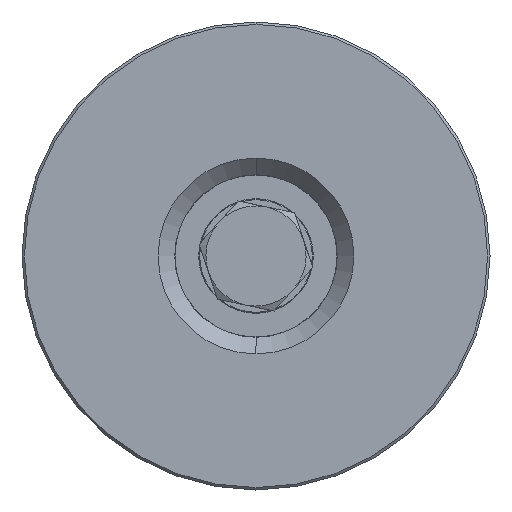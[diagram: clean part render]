
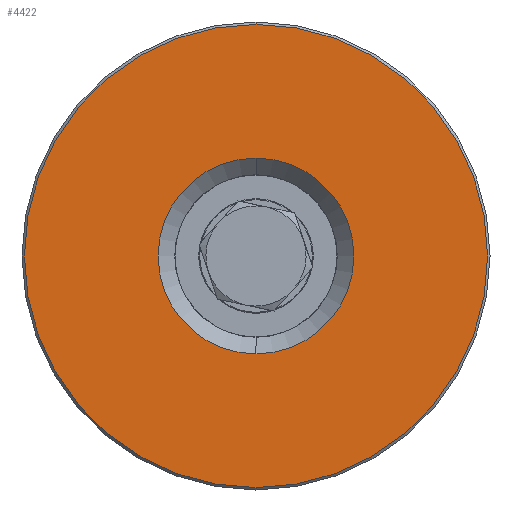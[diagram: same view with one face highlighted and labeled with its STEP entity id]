
A CAD part, left-side view. The second image highlights one B-rep face of the part: STEP entity #4422.
In plain terms, the highlighted planar face has unit normal (-1, 0, 0).
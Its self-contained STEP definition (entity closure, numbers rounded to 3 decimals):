
#6 = AXIS2_PLACEMENT_3D ( 'NONE', #4939, #4915, #4885 ) ;
#315 = AXIS2_PLACEMENT_3D ( 'NONE', #2218, #817, #786 ) ;
#786 = DIRECTION ( 'NONE',  ( 0., 0., -1. ) ) ;
#817 = DIRECTION ( 'NONE',  ( 1., 0., 0. ) ) ;
#1187 = CIRCLE ( 'NONE', #7250, 48.5 ) ;
#1383 = CARTESIAN_POINT ( 'NONE',  ( -2.5, 0., 20.5 ) ) ;
#1534 = PLANE ( 'NONE',  #315 ) ;
#1702 = DIRECTION ( 'NONE',  ( 0., 0., -1. ) ) ;
#1861 = CARTESIAN_POINT ( 'NONE',  ( -2.5, 0., 0. ) ) ;
#2023 = VERTEX_POINT ( 'NONE', #7467 ) ;
#2211 = ORIENTED_EDGE ( 'NONE', *, *, #3932, .T. ) ;
#2218 = CARTESIAN_POINT ( 'NONE',  ( -2.5, 17., 0. ) ) ;
#2226 = FACE_OUTER_BOUND ( 'NONE', #4009, .T. ) ;
#2978 = VERTEX_POINT ( 'NONE', #1383 ) ;
#3311 = CIRCLE ( 'NONE', #6, 20.5 ) ;
#3411 = DIRECTION ( 'NONE',  ( 0., 0., -1. ) ) ;
#3476 = VERTEX_POINT ( 'NONE', #4511 ) ;
#3484 = DIRECTION ( 'NONE',  ( -1., 0., 0. ) ) ;
#3605 = EDGE_CURVE ( 'NONE', #7555, #2978, #3311, .T. ) ;
#3652 = EDGE_CURVE ( 'NONE', #3476, #2023, #1187, .T. ) ;
#3678 = CARTESIAN_POINT ( 'NONE',  ( -2.5, 0., 0. ) ) ;
#3697 = DIRECTION ( 'NONE',  ( 1., 0., 0. ) ) ;
#3827 = EDGE_CURVE ( 'NONE', #2023, #3476, #7474, .T. ) ;
#3932 = EDGE_CURVE ( 'NONE', #2978, #7555, #4720, .T. ) ;
#4009 = EDGE_LOOP ( 'NONE', ( #7107, #5234 ) ) ;
#4153 = ORIENTED_EDGE ( 'NONE', *, *, #3605, .T. ) ;
#4422 = ADVANCED_FACE ( 'NONE', ( #5437, #2226 ), #1534, .F. ) ;
#4511 = CARTESIAN_POINT ( 'NONE',  ( -2.5, 0., -48.5 ) ) ;
#4720 = CIRCLE ( 'NONE', #5114, 20.5 ) ;
#4885 = DIRECTION ( 'NONE',  ( 0., 0., -1. ) ) ;
#4915 = DIRECTION ( 'NONE',  ( 1., 0., 0. ) ) ;
#4939 = CARTESIAN_POINT ( 'NONE',  ( -2.5, 0., 0. ) ) ;
#5114 = AXIS2_PLACEMENT_3D ( 'NONE', #1861, #3697, #1702 ) ;
#5234 = ORIENTED_EDGE ( 'NONE', *, *, #3827, .T. ) ;
#5437 = FACE_BOUND ( 'NONE', #5671, .T. ) ;
#5671 = EDGE_LOOP ( 'NONE', ( #2211, #4153 ) ) ;
#5851 = AXIS2_PLACEMENT_3D ( 'NONE', #6340, #6264, #6245 ) ;
#6245 = DIRECTION ( 'NONE',  ( 0., 0., -1. ) ) ;
#6264 = DIRECTION ( 'NONE',  ( -1., 0., 0. ) ) ;
#6340 = CARTESIAN_POINT ( 'NONE',  ( -2.5, 0., 0. ) ) ;
#6348 = CARTESIAN_POINT ( 'NONE',  ( -2.5, 0., -20.5 ) ) ;
#7107 = ORIENTED_EDGE ( 'NONE', *, *, #3652, .T. ) ;
#7250 = AXIS2_PLACEMENT_3D ( 'NONE', #3678, #3484, #3411 ) ;
#7467 = CARTESIAN_POINT ( 'NONE',  ( -2.5, 0., 48.5 ) ) ;
#7474 = CIRCLE ( 'NONE', #5851, 48.5 ) ;
#7555 = VERTEX_POINT ( 'NONE', #6348 ) ;
